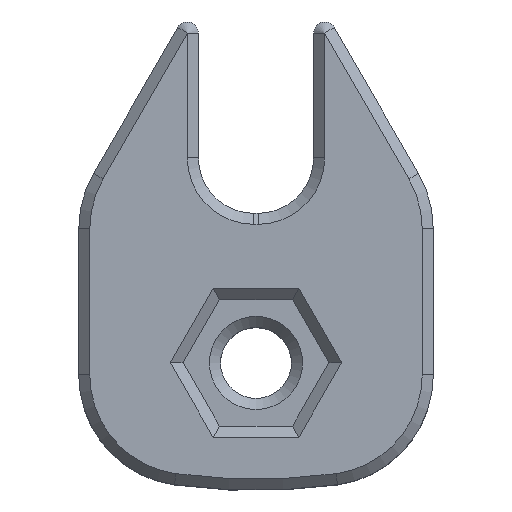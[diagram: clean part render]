
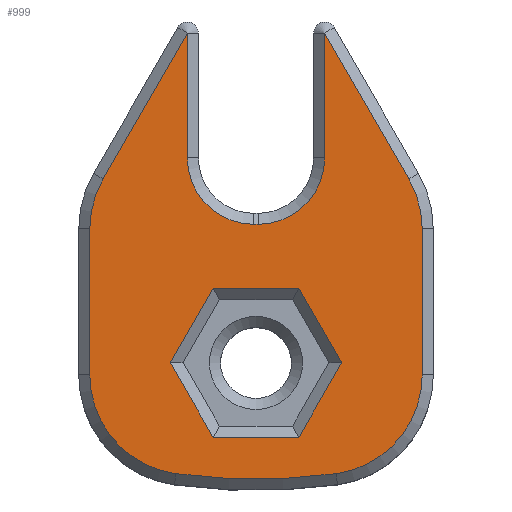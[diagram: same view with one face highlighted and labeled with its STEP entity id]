
A CAD part, top view. The second image highlights one B-rep face of the part: STEP entity #999.
In plain terms, the highlighted planar face has unit normal (0, 0, 1).
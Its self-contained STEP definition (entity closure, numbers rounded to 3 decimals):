
#45=FACE_BOUND('',#160,.T.);
#48=CIRCLE('',#1080,3.);
#49=CIRCLE('',#1081,3.);
#50=CIRCLE('',#1082,4.5);
#51=CIRCLE('',#1083,4.5);
#52=CIRCLE('',#1084,26.5);
#53=CIRCLE('',#1085,4.5);
#54=CIRCLE('',#1086,4.5);
#93=FACE_OUTER_BOUND('',#159,.T.);
#159=EDGE_LOOP('',(#700,#701,#702,#703,#704,#705,#706,#707,#708,#709,#710,
#711,#712,#713));
#160=EDGE_LOOP('',(#714,#715,#716,#717,#718,#719));
#219=LINE('',#1491,#328);
#223=LINE('',#1499,#332);
#226=LINE('',#1506,#335);
#231=LINE('',#1516,#340);
#233=LINE('',#1519,#342);
#236=LINE('',#1523,#345);
#244=LINE('',#1541,#353);
#245=LINE('',#1543,#354);
#246=LINE('',#1547,#355);
#247=LINE('',#1551,#356);
#248=LINE('',#1553,#357);
#249=LINE('',#1557,#358);
#250=LINE('',#1565,#359);
#328=VECTOR('',#1176,10.);
#332=VECTOR('',#1182,10.);
#335=VECTOR('',#1187,10.);
#340=VECTOR('',#1194,10.);
#342=VECTOR('',#1198,10.);
#345=VECTOR('',#1203,10.);
#353=VECTOR('',#1219,10.);
#354=VECTOR('',#1220,10.);
#355=VECTOR('',#1223,10.);
#356=VECTOR('',#1226,10.);
#357=VECTOR('',#1227,10.);
#358=VECTOR('',#1230,10.);
#359=VECTOR('',#1237,10.);
#437=VERTEX_POINT('',#1489);
#438=VERTEX_POINT('',#1490);
#441=VERTEX_POINT('',#1498);
#443=VERTEX_POINT('',#1504);
#444=VERTEX_POINT('',#1505);
#448=VERTEX_POINT('',#1515);
#453=VERTEX_POINT('',#1539);
#454=VERTEX_POINT('',#1540);
#455=VERTEX_POINT('',#1542);
#456=VERTEX_POINT('',#1544);
#457=VERTEX_POINT('',#1546);
#458=VERTEX_POINT('',#1548);
#459=VERTEX_POINT('',#1550);
#460=VERTEX_POINT('',#1552);
#461=VERTEX_POINT('',#1554);
#462=VERTEX_POINT('',#1556);
#463=VERTEX_POINT('',#1558);
#464=VERTEX_POINT('',#1560);
#465=VERTEX_POINT('',#1562);
#466=VERTEX_POINT('',#1564);
#519=EDGE_CURVE('',#437,#438,#219,.T.);
#523=EDGE_CURVE('',#438,#441,#223,.T.);
#526=EDGE_CURVE('',#443,#444,#226,.T.);
#531=EDGE_CURVE('',#444,#448,#231,.T.);
#533=EDGE_CURVE('',#441,#443,#233,.T.);
#536=EDGE_CURVE('',#448,#437,#236,.T.);
#544=EDGE_CURVE('',#453,#454,#244,.T.);
#545=EDGE_CURVE('',#455,#453,#245,.T.);
#546=EDGE_CURVE('',#456,#455,#48,.T.);
#547=EDGE_CURVE('',#457,#456,#246,.T.);
#548=EDGE_CURVE('',#458,#457,#49,.T.);
#549=EDGE_CURVE('',#459,#458,#247,.T.);
#550=EDGE_CURVE('',#460,#459,#248,.T.);
#551=EDGE_CURVE('',#461,#460,#50,.T.);
#552=EDGE_CURVE('',#462,#461,#249,.T.);
#553=EDGE_CURVE('',#463,#462,#51,.T.);
#554=EDGE_CURVE('',#464,#463,#52,.T.);
#555=EDGE_CURVE('',#465,#464,#53,.T.);
#556=EDGE_CURVE('',#466,#465,#250,.T.);
#557=EDGE_CURVE('',#454,#466,#54,.T.);
#700=ORIENTED_EDGE('',*,*,#544,.F.);
#701=ORIENTED_EDGE('',*,*,#545,.F.);
#702=ORIENTED_EDGE('',*,*,#546,.F.);
#703=ORIENTED_EDGE('',*,*,#547,.F.);
#704=ORIENTED_EDGE('',*,*,#548,.F.);
#705=ORIENTED_EDGE('',*,*,#549,.F.);
#706=ORIENTED_EDGE('',*,*,#550,.F.);
#707=ORIENTED_EDGE('',*,*,#551,.F.);
#708=ORIENTED_EDGE('',*,*,#552,.F.);
#709=ORIENTED_EDGE('',*,*,#553,.F.);
#710=ORIENTED_EDGE('',*,*,#554,.F.);
#711=ORIENTED_EDGE('',*,*,#555,.F.);
#712=ORIENTED_EDGE('',*,*,#556,.F.);
#713=ORIENTED_EDGE('',*,*,#557,.F.);
#714=ORIENTED_EDGE('',*,*,#526,.F.);
#715=ORIENTED_EDGE('',*,*,#533,.F.);
#716=ORIENTED_EDGE('',*,*,#523,.F.);
#717=ORIENTED_EDGE('',*,*,#519,.F.);
#718=ORIENTED_EDGE('',*,*,#536,.F.);
#719=ORIENTED_EDGE('',*,*,#531,.F.);
#963=PLANE('',#1079);
#999=ADVANCED_FACE('',(#93,#45),#963,.T.);
#1079=AXIS2_PLACEMENT_3D('',#1538,#1217,#1218);
#1080=AXIS2_PLACEMENT_3D('',#1545,#1221,#1222);
#1081=AXIS2_PLACEMENT_3D('',#1549,#1224,#1225);
#1082=AXIS2_PLACEMENT_3D('',#1555,#1228,#1229);
#1083=AXIS2_PLACEMENT_3D('',#1559,#1231,#1232);
#1084=AXIS2_PLACEMENT_3D('',#1561,#1233,#1234);
#1085=AXIS2_PLACEMENT_3D('',#1563,#1235,#1236);
#1086=AXIS2_PLACEMENT_3D('',#1566,#1238,#1239);
#1176=DIRECTION('',(1.,0.,0.));
#1182=DIRECTION('',(0.5,0.866,0.));
#1187=DIRECTION('',(-1.,0.,0.));
#1194=DIRECTION('',(-0.5,-0.866,0.));
#1198=DIRECTION('',(-0.5,0.866,0.));
#1203=DIRECTION('',(0.5,-0.866,0.));
#1217=DIRECTION('center_axis',(0.,0.,
1.));
#1218=DIRECTION('ref_axis',(-1.,0.,0.));
#1219=DIRECTION('',(0.5,-0.866,0.));
#1220=DIRECTION('',(0.,1.,0.));
#1221=DIRECTION('center_axis',(0.,0.,
1.));
#1222=DIRECTION('ref_axis',(0.707,-0.707,0.));
#1223=DIRECTION('',(1.,0.,0.));
#1224=DIRECTION('center_axis',(0.,0.,
1.));
#1225=DIRECTION('ref_axis',(-0.707,-0.707,0.));
#1226=DIRECTION('',(0.,-1.,0.));
#1227=DIRECTION('',(0.5,0.866,0.));
#1228=DIRECTION('center_axis',(0.,0.,
-1.));
#1229=DIRECTION('ref_axis',(-0.966,0.259,0.));
#1230=DIRECTION('',(0.,1.,0.));
#1231=DIRECTION('center_axis',(0.,0.,
-1.));
#1232=DIRECTION('ref_axis',(-0.754,-0.657,0.));
#1233=DIRECTION('center_axis',(0.,0.,
-1.));
#1234=DIRECTION('ref_axis',(-1.,0.,0.));
#1235=DIRECTION('center_axis',(0.,0.,
-1.));
#1236=DIRECTION('ref_axis',(0.754,-0.657,0.));
#1237=DIRECTION('',(0.,-1.,0.));
#1238=DIRECTION('center_axis',(0.,0.,
-1.));
#1239=DIRECTION('ref_axis',(0.966,0.259,0.));
#1489=CARTESIAN_POINT('',(-1.934,47.65,76.3));
#1490=CARTESIAN_POINT('',(1.934,47.65,76.3));
#1491=CARTESIAN_POINT('',(0.823,47.65,76.3));
#1498=CARTESIAN_POINT('',(3.868,51.,76.3));
#1499=CARTESIAN_POINT('',(4.503,52.1,76.3));
#1504=CARTESIAN_POINT('',(1.934,54.35,76.3));
#1505=CARTESIAN_POINT('',(-1.934,54.35,76.3));
#1506=CARTESIAN_POINT('',(-0.823,54.35,76.3));
#1515=CARTESIAN_POINT('',(-3.868,51.,76.3));
#1516=CARTESIAN_POINT('',(-2.122,54.025,76.3));
#1519=CARTESIAN_POINT('',(1.299,55.45,76.3));
#1523=CARTESIAN_POINT('',(-3.681,50.675,76.3));
#1538=CARTESIAN_POINT('Origin',(0.,56.5,76.3));
#1539=CARTESIAN_POINT('',(3.098,65.884,76.3));
#1540=CARTESIAN_POINT('',(6.897,59.304,76.3));
#1541=CARTESIAN_POINT('',(6.977,59.166,76.3));
#1542=CARTESIAN_POINT('',(3.098,60.25,76.3));
#1543=CARTESIAN_POINT('',(3.098,62.125,76.3));
#1544=CARTESIAN_POINT('',(0.098,57.25,76.3));
#1545=CARTESIAN_POINT('Origin',(0.098,60.25,76.3));
#1546=CARTESIAN_POINT('',(-0.098,57.25,76.3));
#1547=CARTESIAN_POINT('',(1.299,57.25,76.3));
#1548=CARTESIAN_POINT('',(-3.098,60.25,76.3));
#1549=CARTESIAN_POINT('Origin',(-0.098,60.25,76.3));
#1550=CARTESIAN_POINT('',(-3.098,65.884,76.3));
#1551=CARTESIAN_POINT('',(-3.098,57.125,76.3));
#1552=CARTESIAN_POINT('',(-6.897,59.304,76.3));
#1553=CARTESIAN_POINT('',(-4.276,63.844,76.3));
#1554=CARTESIAN_POINT('',(-7.5,57.054,76.3));
#1555=CARTESIAN_POINT('Origin',(-3.,57.054,76.3));
#1556=CARTESIAN_POINT('',(-7.5,50.456,76.3));
#1557=CARTESIAN_POINT('',(-7.5,57.447,76.3));
#1558=CARTESIAN_POINT('',(-3.614,45.998,76.3));
#1559=CARTESIAN_POINT('Origin',(-3.,50.456,76.3));
#1560=CARTESIAN_POINT('',(3.614,45.998,76.3));
#1561=CARTESIAN_POINT('Origin',(0.,72.25,76.3));
#1562=CARTESIAN_POINT('',(7.5,50.456,76.3));
#1563=CARTESIAN_POINT('Origin',(3.,50.456,76.3));
#1564=CARTESIAN_POINT('',(7.5,57.054,76.3));
#1565=CARTESIAN_POINT('',(7.5,51.481,76.3));
#1566=CARTESIAN_POINT('Origin',(3.,57.054,76.3));
